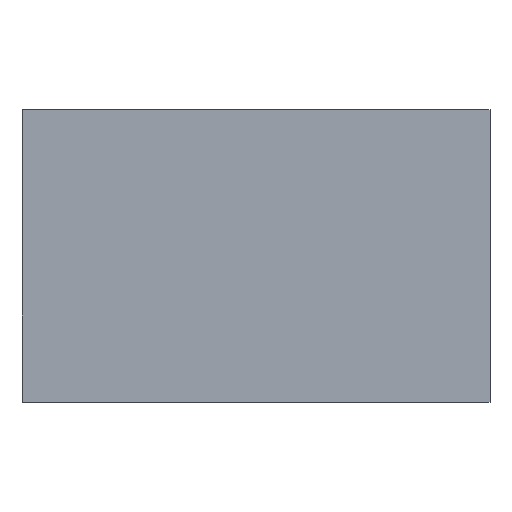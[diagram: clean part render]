
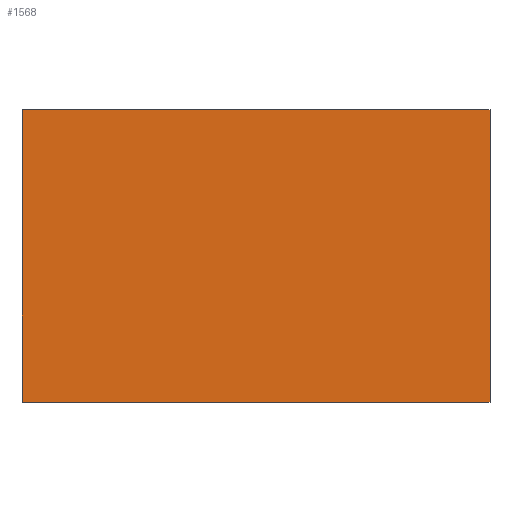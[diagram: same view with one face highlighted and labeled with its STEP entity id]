
A CAD part, top view. The second image highlights one B-rep face of the part: STEP entity #1568.
In plain terms, the highlighted planar face has unit normal (0, 0, 1).
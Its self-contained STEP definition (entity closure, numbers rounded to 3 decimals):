
#169=FACE_OUTER_BOUND('',#260,.T.);
#260=EDGE_LOOP('',(#1446,#1447,#1448,#1449));
#372=LINE('',#3167,#489);
#374=LINE('',#3171,#491);
#376=LINE('',#3175,#493);
#378=LINE('',#3178,#495);
#489=VECTOR('',#1776,10.);
#491=VECTOR('',#1780,10.);
#493=VECTOR('',#1784,10.);
#495=VECTOR('',#1788,10.);
#760=VERTEX_POINT('',#3164);
#761=VERTEX_POINT('',#3166);
#762=VERTEX_POINT('',#3170);
#763=VERTEX_POINT('',#3174);
#988=EDGE_CURVE('',#760,#761,#372,.T.);
#990=EDGE_CURVE('',#761,#762,#374,.T.);
#992=EDGE_CURVE('',#762,#763,#376,.T.);
#994=EDGE_CURVE('',#763,#760,#378,.T.);
#1446=ORIENTED_EDGE('',*,*,#988,.F.);
#1447=ORIENTED_EDGE('',*,*,#994,.F.);
#1448=ORIENTED_EDGE('',*,*,#992,.F.);
#1449=ORIENTED_EDGE('',*,*,#990,.F.);
#1483=PLANE('',#1616);
#1568=ADVANCED_FACE('',(#169),#1483,.T.);
#1616=AXIS2_PLACEMENT_3D('',#3179,#1789,#1790);
#1776=DIRECTION('',(0.,-1.,0.));
#1780=DIRECTION('',(-1.,0.,0.));
#1784=DIRECTION('',(0.,1.,0.));
#1788=DIRECTION('',(1.,0.,0.));
#1789=DIRECTION('center_axis',(0.,0.,1.));
#1790=DIRECTION('ref_axis',(1.,0.,0.));
#3164=CARTESIAN_POINT('',(1.,0.625,0.5));
#3166=CARTESIAN_POINT('',(1.,-0.625,0.5));
#3167=CARTESIAN_POINT('',(1.,0.625,0.5));
#3170=CARTESIAN_POINT('',(-1.,-0.625,0.5));
#3171=CARTESIAN_POINT('',(1.,-0.625,0.5));
#3174=CARTESIAN_POINT('',(-1.,0.625,0.5));
#3175=CARTESIAN_POINT('',(-1.,-0.625,0.5));
#3178=CARTESIAN_POINT('',(-1.,0.625,0.5));
#3179=CARTESIAN_POINT('Origin',(0.,0.,0.5));
